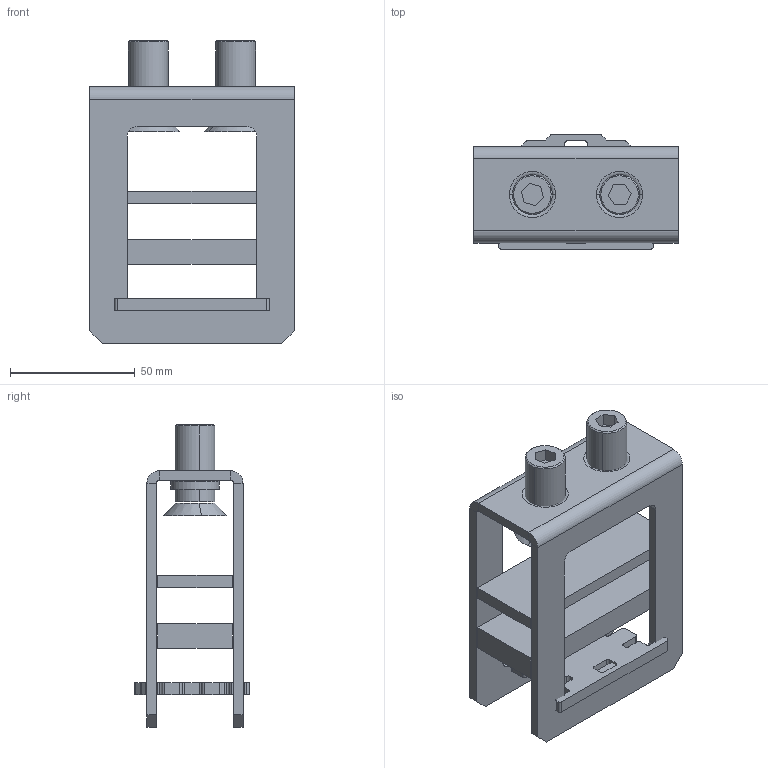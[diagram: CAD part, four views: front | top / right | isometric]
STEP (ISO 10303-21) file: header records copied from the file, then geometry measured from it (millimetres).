
FILE_DESCRIPTION (( 'STEP AP214' ), '1' );
FILE_NAME ('DJ-652.STEP', '2017-05-23T11:34:49', ( '' ), ( '' ), 'SwSTEP 2.0', 'SolidWorks 2017', '' );
FILE_SCHEMA (( 'AUTOMOTIVE_DESIGN' ));
Length unit declared in the file: millimetre
Products named in the file (7): DJ-652; calço 10 DJ 52; Parafuso; calço 5 DJ 52; DJ 652; 652; Sapata 52
Assembly tree (7 placements, depth 3):
  DJ-652
    DJ 652
      652
      Sapata 52
      Parafuso  x2
      calço 5 DJ 52
      calço 10 DJ 52
Bounding box: 82 x 46 x 121.5 mm (x, y, z)
Volume: 102695.9 mm3; surface area: 52623 mm2
Topology: 8 solids, 8 shells, 216 faces, 564 edges, 368 vertices
Faces by surface type: plane 122, cylinder 74, cone 12, torus 8
Entity records: 6471 total; most frequent: DIRECTION 1114, CARTESIAN_POINT 1074, ORIENTED_EDGE 1048, EDGE_CURVE 524, AXIS2_PLACEMENT_3D 382, VECTOR 350, LINE 350, VERTEX_POINT 342
